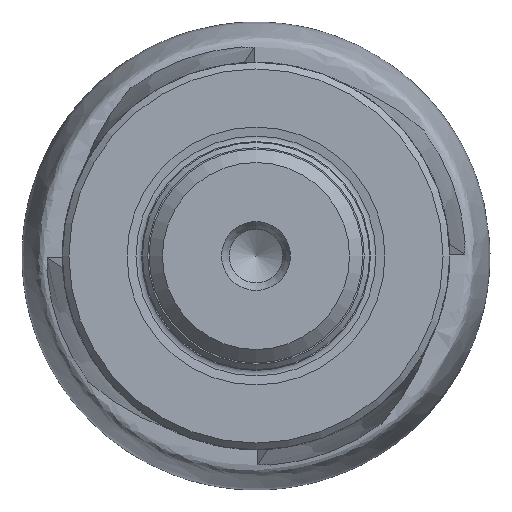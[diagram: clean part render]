
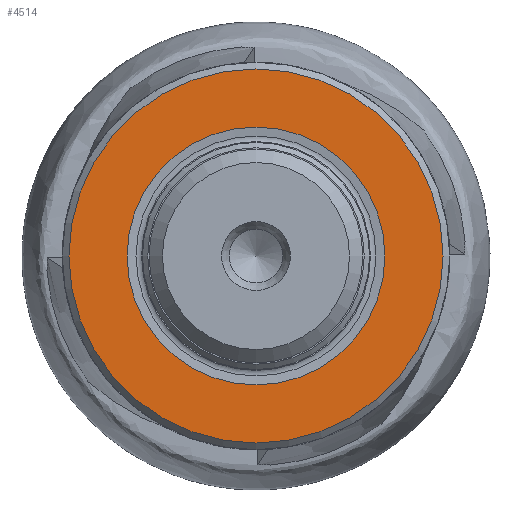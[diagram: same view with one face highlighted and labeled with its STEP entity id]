
A CAD part, left-side view. The second image highlights one B-rep face of the part: STEP entity #4514.
In plain terms, the highlighted planar face has unit normal (-1, 0, 0).
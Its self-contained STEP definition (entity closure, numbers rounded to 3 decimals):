
#30 = DIRECTION ( 'NONE',  ( 1., 0., 0. ) ) ;
#48 = CARTESIAN_POINT ( 'NONE',  ( -41.05, 0., 0. ) ) ;
#51 = DIRECTION ( 'NONE',  ( 0., 1., 0. ) ) ;
#296 = PLANE ( 'NONE',  #922 ) ;
#650 = FACE_OUTER_BOUND ( 'NONE', #2294, .T. ) ;
#922 = AXIS2_PLACEMENT_3D ( 'NONE', #5032, #3311, #4650 ) ;
#1257 = CARTESIAN_POINT ( 'NONE',  ( -41.05, 14., 0. ) ) ;
#1328 = CARTESIAN_POINT ( 'NONE',  ( -41.05, 0., 0. ) ) ;
#1348 = DIRECTION ( 'NONE',  ( 1., 0., 0. ) ) ;
#1571 = CIRCLE ( 'NONE', #2504, 9.65 ) ;
#1604 = ORIENTED_EDGE ( 'NONE', *, *, #5149, .T. ) ;
#1738 = VERTEX_POINT ( 'NONE', #4371 ) ;
#2142 = EDGE_LOOP ( 'NONE', ( #1604 ) ) ;
#2294 = EDGE_LOOP ( 'NONE', ( #3141 ) ) ;
#2504 = AXIS2_PLACEMENT_3D ( 'NONE', #48, #30, #51 ) ;
#2599 = DIRECTION ( 'NONE',  ( 0., 1., 0. ) ) ;
#2938 = AXIS2_PLACEMENT_3D ( 'NONE', #1328, #1348, #2599 ) ;
#3141 = ORIENTED_EDGE ( 'NONE', *, *, #4238, .F. ) ;
#3311 = DIRECTION ( 'NONE',  ( -1., 0., 0. ) ) ;
#3405 = CIRCLE ( 'NONE', #2938, 14. ) ;
#4015 = FACE_BOUND ( 'NONE', #2142, .T. ) ;
#4238 = EDGE_CURVE ( 'NONE', #5198, #5198, #3405, .T. ) ;
#4371 = CARTESIAN_POINT ( 'NONE',  ( -41.05, 9.65, 0. ) ) ;
#4514 = ADVANCED_FACE ( 'NONE', ( #4015, #650 ), #296, .T. ) ;
#4650 = DIRECTION ( 'NONE',  ( 0., -1., 0. ) ) ;
#5032 = CARTESIAN_POINT ( 'NONE',  ( -41.05, 14., 0. ) ) ;
#5149 = EDGE_CURVE ( 'NONE', #1738, #1738, #1571, .T. ) ;
#5198 = VERTEX_POINT ( 'NONE', #1257 ) ;
